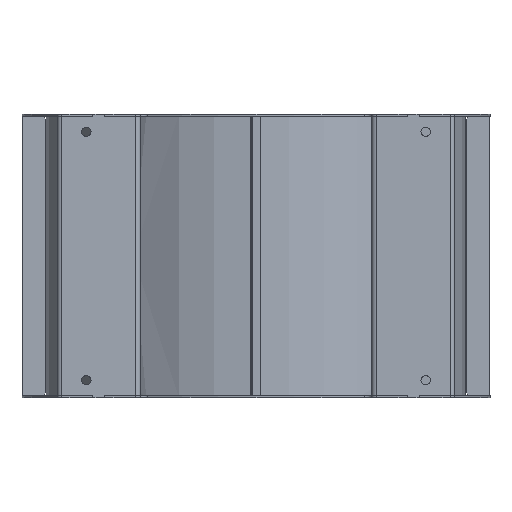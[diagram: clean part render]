
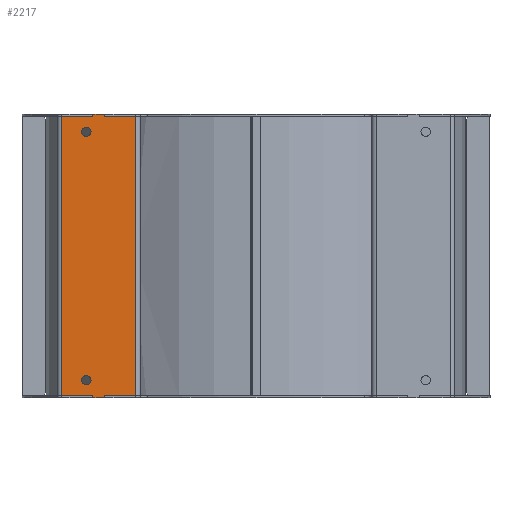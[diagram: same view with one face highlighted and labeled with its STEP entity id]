
A CAD part, front view. The second image highlights one B-rep face of the part: STEP entity #2217.
In plain terms, the highlighted planar face has unit normal (0, -1, 0).
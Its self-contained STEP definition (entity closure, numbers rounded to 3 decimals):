
#2217=ADVANCED_FACE('',(#8841,#8843,#8845),#8847,.T.);
#8841=FACE_BOUND('',#8842,.T.);
#8842=EDGE_LOOP('',(#14168,#14169,#14170,#14171,#14172,#14173,#14174,#14175,#14176,
#14177,#14178,#14179));
#8843=FACE_BOUND('',#8844,.T.);
#8844=EDGE_LOOP('',(#14180));
#8845=FACE_BOUND('',#8846,.T.);
#8846=EDGE_LOOP('',(#14181));
#8847=PLANE('',#8848);
#8848=AXIS2_PLACEMENT_3D('',#8849,#8850,#8851);
#8849=CARTESIAN_POINT('',(-278.85,-410.,477.));
#8850=DIRECTION('',(0.,-1.,0.));
#8851=DIRECTION('',(1.,0.,0.));
#14168=ORIENTED_EDGE('',*,*,#17966,.F.);
#14169=ORIENTED_EDGE('',*,*,#17967,.F.);
#14170=ORIENTED_EDGE('',*,*,#17968,.T.);
#14171=ORIENTED_EDGE('',*,*,#17969,.T.);
#14172=ORIENTED_EDGE('',*,*,#17970,.F.);
#14173=ORIENTED_EDGE('',*,*,#17971,.F.);
#14174=ORIENTED_EDGE('',*,*,#17972,.T.);
#14175=ORIENTED_EDGE('',*,*,#17973,.T.);
#14176=ORIENTED_EDGE('',*,*,#17974,.F.);
#14177=ORIENTED_EDGE('',*,*,#17975,.T.);
#14178=ORIENTED_EDGE('',*,*,#17976,.F.);
#14179=ORIENTED_EDGE('',*,*,#17977,.F.);
#14180=ORIENTED_EDGE('',*,*,#17978,.T.);
#14181=ORIENTED_EDGE('',*,*,#17979,.T.);
#17966=EDGE_CURVE('',#20396,#20397,#20398,.T.);
#17967=EDGE_CURVE('',#20399,#20396,#20400,.T.);
#17968=EDGE_CURVE('',#20399,#20401,#20402,.T.);
#17969=EDGE_CURVE('',#20401,#20403,#20404,.T.);
#17970=EDGE_CURVE('',#20405,#20403,#20406,.T.);
#17971=EDGE_CURVE('',#20407,#20405,#20408,.T.);
#17972=EDGE_CURVE('',#20407,#20409,#20410,.T.);
#17973=EDGE_CURVE('',#20409,#20411,#20412,.T.);
#17974=EDGE_CURVE('',#20413,#20411,#20414,.T.);
#17975=EDGE_CURVE('',#20413,#20415,#20416,.T.);
#17976=EDGE_CURVE('',#20417,#20415,#20418,.T.);
#17977=EDGE_CURVE('',#20397,#20417,#20419,.T.);
#17978=EDGE_CURVE('',#20420,#20420,#20421,.T.);
#17979=EDGE_CURVE('',#20422,#20422,#20423,.T.);
#20396=VERTEX_POINT('',#28537);
#20397=VERTEX_POINT('',#28538);
#20398=LINE('',#28539,#28540);
#20399=VERTEX_POINT('',#28542);
#20400=LINE('',#28543,#28544);
#20401=VERTEX_POINT('',#28546);
#20402=LINE('',#28547,#28548);
#20403=VERTEX_POINT('',#28550);
#20404=LINE('',#28551,#28552);
#20405=VERTEX_POINT('',#28554);
#20406=LINE('',#28555,#28556);
#20407=VERTEX_POINT('',#28558);
#20408=LINE('',#28559,#28560);
#20409=VERTEX_POINT('',#28562);
#20410=LINE('',#28563,#28564);
#20411=VERTEX_POINT('',#28566);
#20412=LINE('',#28567,#28568);
#20413=VERTEX_POINT('',#28570);
#20414=LINE('',#28571,#28572);
#20415=VERTEX_POINT('',#28574);
#20416=LINE('',#28575,#28576);
#20417=VERTEX_POINT('',#28578);
#20418=LINE('',#28579,#28580);
#20419=LINE('',#28582,#28583);
#20420=VERTEX_POINT('',#28585);
#20421=CIRCLE('',#28586,8.);
#20422=VERTEX_POINT('',#28590);
#20423=CIRCLE('',#28591,8.);
#28537=CARTESIAN_POINT('',(-332.,-410.,477.));
#28538=CARTESIAN_POINT('',(-278.85,-410.,477.));
#28539=CARTESIAN_POINT('',(-332.,-410.,477.));
#28540=VECTOR('',#28541,1.);
#28541=DIRECTION('',(1.,0.,0.));
#28542=CARTESIAN_POINT('',(-332.,-410.,0.));
#28543=CARTESIAN_POINT('',(-332.,-410.,0.));
#28544=VECTOR('',#28545,1.);
#28545=DIRECTION('',(0.,0.,1.));
#28546=CARTESIAN_POINT('',(-278.85,-410.,0.));
#28547=CARTESIAN_POINT('',(-332.,-410.,0.));
#28548=VECTOR('',#28549,1.);
#28549=DIRECTION('',(1.,0.,0.));
#28550=CARTESIAN_POINT('',(-278.85,-410.,-4.));
#28551=CARTESIAN_POINT('',(-278.85,-410.,0.));
#28552=VECTOR('',#28553,1.);
#28553=DIRECTION('',(0.,0.,-1.));
#28554=CARTESIAN_POINT('',(-258.85,-410.,-4.));
#28555=CARTESIAN_POINT('',(-258.85,-410.,-4.));
#28556=VECTOR('',#28557,1.);
#28557=DIRECTION('',(-1.,0.,0.));
#28558=CARTESIAN_POINT('',(-258.85,-410.,0.));
#28559=CARTESIAN_POINT('',(-258.85,-410.,0.));
#28560=VECTOR('',#28561,1.);
#28561=DIRECTION('',(0.,0.,-1.));
#28562=CARTESIAN_POINT('',(-205.7,-410.,0.));
#28563=CARTESIAN_POINT('',(-258.85,-410.,0.));
#28564=VECTOR('',#28565,1.);
#28565=DIRECTION('',(1.,0.,0.));
#28566=CARTESIAN_POINT('',(-205.7,-410.,477.));
#28567=CARTESIAN_POINT('',(-205.7,-410.,0.));
#28568=VECTOR('',#28569,1.);
#28569=DIRECTION('',(0.,0.,1.));
#28570=CARTESIAN_POINT('',(-258.85,-410.,477.));
#28571=CARTESIAN_POINT('',(-258.85,-410.,477.));
#28572=VECTOR('',#28573,1.);
#28573=DIRECTION('',(1.,0.,0.));
#28574=CARTESIAN_POINT('',(-258.85,-410.,481.));
#28575=CARTESIAN_POINT('',(-258.85,-410.,477.));
#28576=VECTOR('',#28577,1.);
#28577=DIRECTION('',(0.,0.,1.));
#28578=CARTESIAN_POINT('',(-278.85,-410.,481.));
#28579=CARTESIAN_POINT('',(-278.85,-410.,481.));
#28580=VECTOR('',#28581,1.);
#28581=DIRECTION('',(1.,0.,0.));
#28582=CARTESIAN_POINT('',(-278.85,-410.,477.));
#28583=VECTOR('',#28584,1.);
#28584=DIRECTION('',(0.,0.,1.));
#28585=CARTESIAN_POINT('',(-282.,-410.,26.));
#28586=AXIS2_PLACEMENT_3D('',#28587,#28588,#28589);
#28587=CARTESIAN_POINT('',(-290.,-410.,26.));
#28588=DIRECTION('',(-0.,1.,-0.));
#28589=DIRECTION('',(1.,0.,0.));
#28590=CARTESIAN_POINT('',(-282.,-410.,451.));
#28591=AXIS2_PLACEMENT_3D('',#28592,#28593,#28594);
#28592=CARTESIAN_POINT('',(-290.,-410.,451.));
#28593=DIRECTION('',(-0.,1.,-0.));
#28594=DIRECTION('',(1.,0.,0.));
